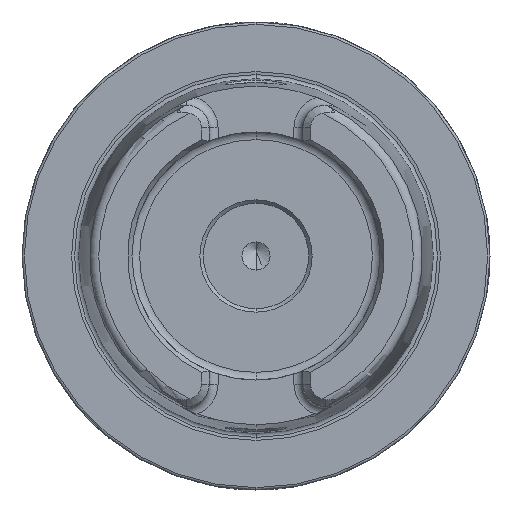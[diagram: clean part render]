
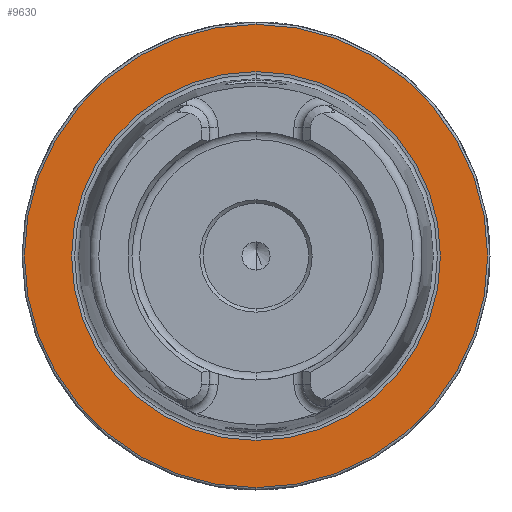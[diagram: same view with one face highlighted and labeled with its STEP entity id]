
A CAD part, left-side view. The second image highlights one B-rep face of the part: STEP entity #9630.
In plain terms, the highlighted planar face has unit normal (-1, 0, 0).
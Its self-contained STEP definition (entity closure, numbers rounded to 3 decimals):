
#2188 = EDGE_CURVE ( 'NONE', #16631, #34449, #13423, .T. ) ;
#3292 = CARTESIAN_POINT ( 'NONE',  ( 0., 0., 0. ) ) ;
#3623 = ORIENTED_EDGE ( 'NONE', *, *, #34716, .F. ) ;
#5533 = EDGE_LOOP ( 'NONE', ( #30008, #15924 ) ) ;
#6220 = CARTESIAN_POINT ( 'NONE',  ( 0., 49.5, 0. ) ) ;
#6514 = CIRCLE ( 'NONE', #24890, 49.5 ) ;
#8185 = DIRECTION ( 'NONE',  ( -1., 0., 0. ) ) ;
#8728 = CARTESIAN_POINT ( 'NONE',  ( 0., 0., 0. ) ) ;
#9630 = ADVANCED_FACE ( 'NONE', ( #28172, #28660 ), #39248, .F. ) ;
#10796 = CARTESIAN_POINT ( 'NONE',  ( 0., 0., -39.405 ) ) ;
#12046 = DIRECTION ( 'NONE',  ( -1., 0., 0. ) ) ;
#12824 = CIRCLE ( 'NONE', #38221, 49.5 ) ;
#13423 = CIRCLE ( 'NONE', #19170, 39.405 ) ;
#14144 = DIRECTION ( 'NONE',  ( 0., 0., 1. ) ) ;
#15924 = ORIENTED_EDGE ( 'NONE', *, *, #20684, .T. ) ;
#16061 = AXIS2_PLACEMENT_3D ( 'NONE', #6220, #35475, #19374 ) ;
#16631 = VERTEX_POINT ( 'NONE', #24742 ) ;
#19170 = AXIS2_PLACEMENT_3D ( 'NONE', #8728, #12046, #38970 ) ;
#19374 = DIRECTION ( 'NONE',  ( 0., 0., -1. ) ) ;
#20439 = ORIENTED_EDGE ( 'NONE', *, *, #2188, .F. ) ;
#20684 = EDGE_CURVE ( 'NONE', #38698, #31139, #6514, .T. ) ;
#23216 = CARTESIAN_POINT ( 'NONE',  ( 0., 0., 0. ) ) ;
#24742 = CARTESIAN_POINT ( 'NONE',  ( 0., 0., 39.405 ) ) ;
#24890 = AXIS2_PLACEMENT_3D ( 'NONE', #3292, #29631, #14144 ) ;
#27215 = EDGE_LOOP ( 'NONE', ( #20439, #3623 ) ) ;
#28006 = CARTESIAN_POINT ( 'NONE',  ( 0., 0., 0. ) ) ;
#28172 = FACE_BOUND ( 'NONE', #27215, .T. ) ;
#28285 = CARTESIAN_POINT ( 'NONE',  ( 0., 0., 49.5 ) ) ;
#28660 = FACE_OUTER_BOUND ( 'NONE', #5533, .T. ) ;
#29631 = DIRECTION ( 'NONE',  ( -1., 0., 0. ) ) ;
#30008 = ORIENTED_EDGE ( 'NONE', *, *, #42014, .T. ) ;
#31139 = VERTEX_POINT ( 'NONE', #28285 ) ;
#31345 = DIRECTION ( 'NONE',  ( 0., 0., 1. ) ) ;
#32287 = CIRCLE ( 'NONE', #32717, 39.405 ) ;
#32717 = AXIS2_PLACEMENT_3D ( 'NONE', #28006, #8185, #31345 ) ;
#34449 = VERTEX_POINT ( 'NONE', #10796 ) ;
#34716 = EDGE_CURVE ( 'NONE', #34449, #16631, #32287, .T. ) ;
#35475 = DIRECTION ( 'NONE',  ( 1., 0., 0. ) ) ;
#38221 = AXIS2_PLACEMENT_3D ( 'NONE', #23216, #40159, #39736 ) ;
#38698 = VERTEX_POINT ( 'NONE', #42798 ) ;
#38970 = DIRECTION ( 'NONE',  ( 0., 0., 1. ) ) ;
#39248 = PLANE ( 'NONE',  #16061 ) ;
#39736 = DIRECTION ( 'NONE',  ( 0., 0., 1. ) ) ;
#40159 = DIRECTION ( 'NONE',  ( -1., 0., 0. ) ) ;
#42014 = EDGE_CURVE ( 'NONE', #31139, #38698, #12824, .T. ) ;
#42798 = CARTESIAN_POINT ( 'NONE',  ( 0., 0., -49.5 ) ) ;
